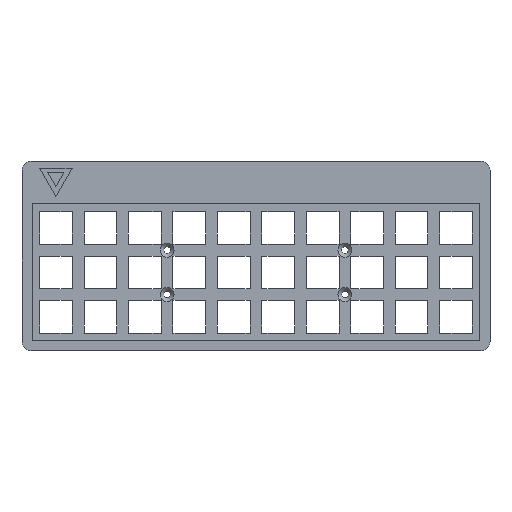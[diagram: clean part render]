
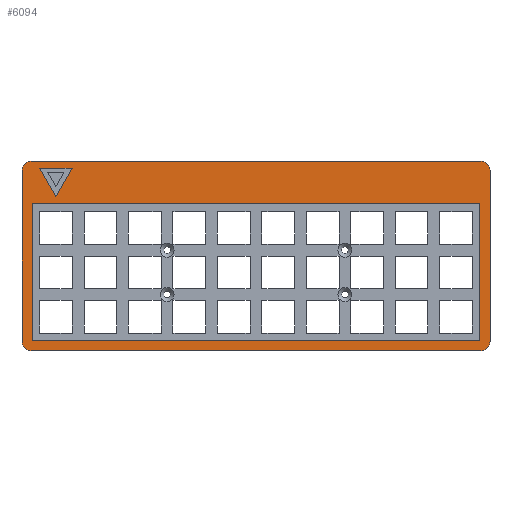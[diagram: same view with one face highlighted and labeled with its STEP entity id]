
A CAD part, top view. The second image highlights one B-rep face of the part: STEP entity #6094.
In plain terms, the highlighted planar face has unit normal (0, 0, 1).
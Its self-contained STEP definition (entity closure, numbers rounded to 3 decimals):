
#86=FACE_BOUND('',#537,.T.);
#87=FACE_BOUND('',#538,.T.);
#160=FACE_OUTER_BOUND('',#536,.T.);
#536=EDGE_LOOP('',(#4231,#4232,#4233,#4234,#4235,#4236,#4237,#4238));
#537=EDGE_LOOP('',(#4239,#4240,#4241,#4242,#4243,#4244,#4245,#4246));
#538=EDGE_LOOP('',(#4247,#4248,#4249));
#1068=LINE('',#8719,#1882);
#1072=LINE('',#8727,#1886);
#1075=LINE('',#8732,#1889);
#1077=LINE('',#8740,#1891);
#1078=LINE('',#8744,#1892);
#1079=LINE('',#8748,#1893);
#1080=LINE('',#8751,#1894);
#1081=LINE('',#8754,#1895);
#1082=LINE('',#8758,#1896);
#1083=LINE('',#8762,#1897);
#1084=LINE('',#8766,#1898);
#1882=VECTOR('',#6999,10.);
#1886=VECTOR('',#7005,10.);
#1889=VECTOR('',#7010,10.);
#1891=VECTOR('',#7018,10.);
#1892=VECTOR('',#7021,10.);
#1893=VECTOR('',#7024,10.);
#1894=VECTOR('',#7027,10.);
#1895=VECTOR('',#7028,10.);
#1896=VECTOR('',#7031,10.);
#1897=VECTOR('',#7034,10.);
#1898=VECTOR('',#7037,10.);
#2575=CIRCLE('',#6450,4.);
#2576=CIRCLE('',#6451,4.);
#2577=CIRCLE('',#6452,4.);
#2578=CIRCLE('',#6453,4.);
#2579=CIRCLE('',#6454,0.4);
#2580=CIRCLE('',#6455,0.4);
#2581=CIRCLE('',#6456,0.4);
#2582=CIRCLE('',#6457,0.4);
#2765=VERTEX_POINT('',#8717);
#2766=VERTEX_POINT('',#8718);
#2769=VERTEX_POINT('',#8726);
#2771=VERTEX_POINT('',#8736);
#2772=VERTEX_POINT('',#8737);
#2773=VERTEX_POINT('',#8739);
#2774=VERTEX_POINT('',#8741);
#2775=VERTEX_POINT('',#8743);
#2776=VERTEX_POINT('',#8745);
#2777=VERTEX_POINT('',#8747);
#2778=VERTEX_POINT('',#8749);
#2779=VERTEX_POINT('',#8752);
#2780=VERTEX_POINT('',#8753);
#2781=VERTEX_POINT('',#8755);
#2782=VERTEX_POINT('',#8757);
#2783=VERTEX_POINT('',#8759);
#2784=VERTEX_POINT('',#8761);
#2785=VERTEX_POINT('',#8763);
#2786=VERTEX_POINT('',#8765);
#3344=EDGE_CURVE('',#2765,#2766,#1068,.T.);
#3348=EDGE_CURVE('',#2769,#2765,#1072,.T.);
#3351=EDGE_CURVE('',#2766,#2769,#1075,.T.);
#3353=EDGE_CURVE('',#2771,#2772,#2575,.T.);
#3354=EDGE_CURVE('',#2771,#2773,#1077,.T.);
#3355=EDGE_CURVE('',#2774,#2773,#2576,.T.);
#3356=EDGE_CURVE('',#2774,#2775,#1078,.T.);
#3357=EDGE_CURVE('',#2776,#2775,#2577,.T.);
#3358=EDGE_CURVE('',#2776,#2777,#1079,.T.);
#3359=EDGE_CURVE('',#2778,#2777,#2578,.T.);
#3360=EDGE_CURVE('',#2778,#2772,#1080,.T.);
#3361=EDGE_CURVE('',#2779,#2780,#1081,.T.);
#3362=EDGE_CURVE('',#2781,#2780,#2579,.T.);
#3363=EDGE_CURVE('',#2781,#2782,#1082,.T.);
#3364=EDGE_CURVE('',#2783,#2782,#2580,.T.);
#3365=EDGE_CURVE('',#2783,#2784,#1083,.T.);
#3366=EDGE_CURVE('',#2785,#2784,#2581,.T.);
#3367=EDGE_CURVE('',#2785,#2786,#1084,.T.);
#3368=EDGE_CURVE('',#2779,#2786,#2582,.T.);
#4231=ORIENTED_EDGE('',*,*,#3353,.F.);
#4232=ORIENTED_EDGE('',*,*,#3354,.T.);
#4233=ORIENTED_EDGE('',*,*,#3355,.F.);
#4234=ORIENTED_EDGE('',*,*,#3356,.T.);
#4235=ORIENTED_EDGE('',*,*,#3357,.F.);
#4236=ORIENTED_EDGE('',*,*,#3358,.T.);
#4237=ORIENTED_EDGE('',*,*,#3359,.F.);
#4238=ORIENTED_EDGE('',*,*,#3360,.T.);
#4239=ORIENTED_EDGE('',*,*,#3361,.T.);
#4240=ORIENTED_EDGE('',*,*,#3362,.F.);
#4241=ORIENTED_EDGE('',*,*,#3363,.T.);
#4242=ORIENTED_EDGE('',*,*,#3364,.F.);
#4243=ORIENTED_EDGE('',*,*,#3365,.T.);
#4244=ORIENTED_EDGE('',*,*,#3366,.F.);
#4245=ORIENTED_EDGE('',*,*,#3367,.T.);
#4246=ORIENTED_EDGE('',*,*,#3368,.F.);
#4247=ORIENTED_EDGE('',*,*,#3344,.T.);
#4248=ORIENTED_EDGE('',*,*,#3351,.T.);
#4249=ORIENTED_EDGE('',*,*,#3348,.T.);
#5789=PLANE('',#6449);
#6094=ADVANCED_FACE('',(#160,#86,#87),#5789,.T.);
#6449=AXIS2_PLACEMENT_3D('',#8735,#7014,#7015);
#6450=AXIS2_PLACEMENT_3D('',#8738,#7016,#7017);
#6451=AXIS2_PLACEMENT_3D('',#8742,#7019,#7020);
#6452=AXIS2_PLACEMENT_3D('',#8746,#7022,#7023);
#6453=AXIS2_PLACEMENT_3D('',#8750,#7025,#7026);
#6454=AXIS2_PLACEMENT_3D('',#8756,#7029,#7030);
#6455=AXIS2_PLACEMENT_3D('',#8760,#7032,#7033);
#6456=AXIS2_PLACEMENT_3D('',#8764,#7035,#7036);
#6457=AXIS2_PLACEMENT_3D('',#8767,#7038,#7039);
#6999=DIRECTION('',(-0.5,0.866,0.));
#7005=DIRECTION('',(-0.5,-0.866,0.));
#7010=DIRECTION('',(1.,0.,0.));
#7014=DIRECTION('center_axis',(0.,0.,1.));
#7015=DIRECTION('ref_axis',(1.,0.,0.));
#7016=DIRECTION('center_axis',(0.,0.,-1.));
#7017=DIRECTION('ref_axis',(-0.707,0.707,0.));
#7018=DIRECTION('',(0.,-1.,0.));
#7019=DIRECTION('center_axis',(0.,0.,-1.));
#7020=DIRECTION('ref_axis',(-0.707,-0.707,0.));
#7021=DIRECTION('',(1.,0.,0.));
#7022=DIRECTION('center_axis',(0.,0.,-1.));
#7023=DIRECTION('ref_axis',(0.707,-0.707,0.));
#7024=DIRECTION('',(0.,1.,0.));
#7025=DIRECTION('center_axis',(0.,0.,-1.));
#7026=DIRECTION('ref_axis',(0.707,0.707,0.));
#7027=DIRECTION('',(-1.,0.,0.));
#7028=DIRECTION('',(0.,-1.,0.));
#7029=DIRECTION('center_axis',(0.,0.,1.));
#7030=DIRECTION('ref_axis',(0.707,-0.707,0.));
#7031=DIRECTION('',(-1.,0.,0.));
#7032=DIRECTION('center_axis',(0.,0.,1.));
#7033=DIRECTION('ref_axis',(-0.707,-0.707,0.));
#7034=DIRECTION('',(0.,1.,0.));
#7035=DIRECTION('center_axis',(0.,0.,1.));
#7036=DIRECTION('ref_axis',(-0.707,0.707,0.));
#7037=DIRECTION('',(1.,0.,0.));
#7038=DIRECTION('center_axis',(0.,0.,1.));
#7039=DIRECTION('ref_axis',(0.707,0.707,0.));
#8717=CARTESIAN_POINT('',(9.619,61.408,8.));
#8718=CARTESIAN_POINT('',(2.691,73.408,8.));
#8719=CARTESIAN_POINT('',(25.872,33.257,8.));
#8726=CARTESIAN_POINT('',(16.548,73.408,8.));
#8727=CARTESIAN_POINT('',(18.262,76.377,8.));
#8732=CARTESIAN_POINT('',(49.018,73.408,8.));
#8735=CARTESIAN_POINT('Origin',(95.345,35.833,8.));
#8736=CARTESIAN_POINT('',(-4.905,72.408,8.));
#8737=CARTESIAN_POINT('',(-0.905,76.408,8.));
#8738=CARTESIAN_POINT('Origin',(-0.905,72.408,8.));
#8739=CARTESIAN_POINT('',(-4.905,-0.742,8.));
#8740=CARTESIAN_POINT('',(-4.905,-4.742,8.));
#8741=CARTESIAN_POINT('',(-0.905,-4.742,8.));
#8742=CARTESIAN_POINT('Origin',(-0.905,-0.742,8.));
#8743=CARTESIAN_POINT('',(191.595,-4.742,8.));
#8744=CARTESIAN_POINT('',(195.595,-4.742,8.));
#8745=CARTESIAN_POINT('',(195.595,-0.742,8.));
#8746=CARTESIAN_POINT('Origin',(191.595,-0.742,8.));
#8747=CARTESIAN_POINT('',(195.595,72.408,8.));
#8748=CARTESIAN_POINT('',(195.595,76.408,8.));
#8749=CARTESIAN_POINT('',(191.595,76.408,8.));
#8750=CARTESIAN_POINT('Origin',(191.595,72.408,8.));
#8751=CARTESIAN_POINT('',(-4.905,76.408,8.));
#8752=CARTESIAN_POINT('',(191.195,58.008,8.));
#8753=CARTESIAN_POINT('',(191.195,0.058,8.));
#8754=CARTESIAN_POINT('',(191.195,72.008,8.));
#8755=CARTESIAN_POINT('',(190.795,-0.342,8.));
#8756=CARTESIAN_POINT('Origin',(190.795,0.058,8.));
#8757=CARTESIAN_POINT('',(-0.105,-0.342,8.));
#8758=CARTESIAN_POINT('',(191.195,-0.342,8.));
#8759=CARTESIAN_POINT('',(-0.505,0.058,8.));
#8760=CARTESIAN_POINT('Origin',(-0.105,0.058,8.));
#8761=CARTESIAN_POINT('',(-0.505,58.008,8.));
#8762=CARTESIAN_POINT('',(-0.505,-0.342,8.));
#8763=CARTESIAN_POINT('',(-0.105,58.408,8.));
#8764=CARTESIAN_POINT('Origin',(-0.105,58.008,8.));
#8765=CARTESIAN_POINT('',(190.795,58.408,8.));
#8766=CARTESIAN_POINT('',(-0.905,58.408,8.));
#8767=CARTESIAN_POINT('Origin',(190.795,58.008,8.));
